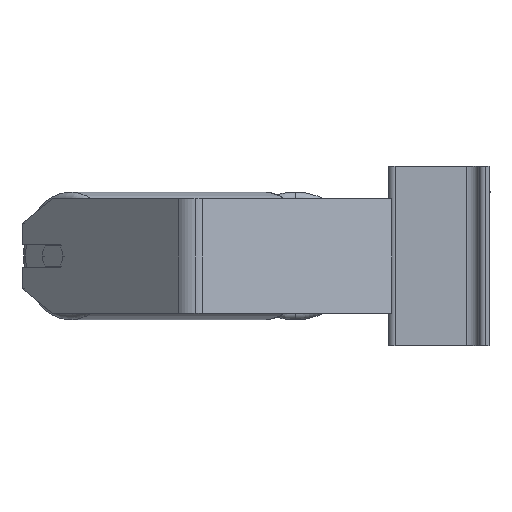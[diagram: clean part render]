
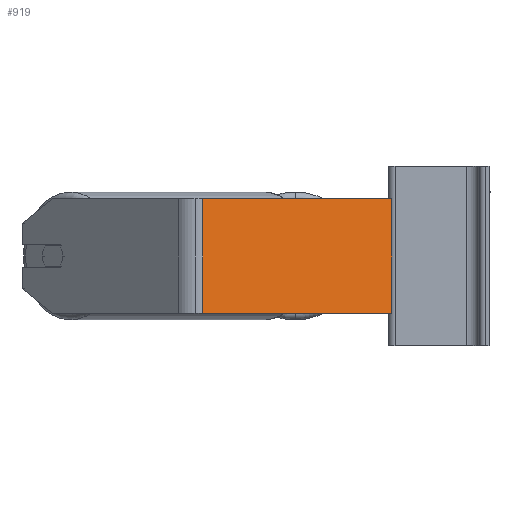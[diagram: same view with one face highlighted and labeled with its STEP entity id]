
A CAD part, left-side view. The second image highlights one B-rep face of the part: STEP entity #919.
In plain terms, the highlighted planar face has unit normal (-0.94, -0.342, 0).
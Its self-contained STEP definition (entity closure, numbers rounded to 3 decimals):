
#131 = ORIENTED_EDGE ( 'NONE', *, *, #3047, .T. ) ;
#287 = CARTESIAN_POINT ( 'NONE',  ( -385.278, 147.169, -40. ) ) ;
#919 = ADVANCED_FACE ( 'NONE', ( #10732 ), #3094, .F. ) ;
#1116 = ORIENTED_EDGE ( 'NONE', *, *, #8940, .F. ) ;
#1122 = EDGE_LOOP ( 'NONE', ( #3931, #5061, #1116, #131 ) ) ;
#1821 = CARTESIAN_POINT ( 'NONE',  ( -385.278, 147.169, 40. ) ) ;
#1843 = VECTOR ( 'NONE', #3673, 1000. ) ;
#1996 = CARTESIAN_POINT ( 'NONE',  ( -337.518, 15.948, 40. ) ) ;
#2616 = VERTEX_POINT ( 'NONE', #287 ) ;
#3047 = EDGE_CURVE ( 'NONE', #5425, #2616, #6893, .T. ) ;
#3094 = PLANE ( 'NONE',  #6746 ) ;
#3557 = LINE ( 'NONE', #7737, #9867 ) ;
#3619 = LINE ( 'NONE', #1996, #9173 ) ;
#3673 = DIRECTION ( 'NONE',  ( 0.342, -0.94, 0. ) ) ;
#3879 = DIRECTION ( 'NONE',  ( -0.342, 0.94, 0. ) ) ;
#3931 = ORIENTED_EDGE ( 'NONE', *, *, #6646, .T. ) ;
#4215 = VERTEX_POINT ( 'NONE', #5057 ) ;
#5057 = CARTESIAN_POINT ( 'NONE',  ( -337.518, 15.948, 40. ) ) ;
#5061 = ORIENTED_EDGE ( 'NONE', *, *, #10197, .F. ) ;
#5160 = DIRECTION ( 'NONE',  ( 0.342, -0.94, 0. ) ) ;
#5333 = CARTESIAN_POINT ( 'NONE',  ( -385.278, 147.169, 40. ) ) ;
#5425 = VERTEX_POINT ( 'NONE', #5333 ) ;
#5486 = VERTEX_POINT ( 'NONE', #8183 ) ;
#6171 = DIRECTION ( 'NONE',  ( 0., 0., -1. ) ) ;
#6500 = CARTESIAN_POINT ( 'NONE',  ( -388.764, 156.747, 40. ) ) ;
#6611 = DIRECTION ( 'NONE',  ( 0.94, 0.342, 0. ) ) ;
#6646 = EDGE_CURVE ( 'NONE', #2616, #5486, #3557, .T. ) ;
#6746 = AXIS2_PLACEMENT_3D ( 'NONE', #6500, #6611, #3879 ) ;
#6893 = LINE ( 'NONE', #1821, #9639 ) ;
#7737 = CARTESIAN_POINT ( 'NONE',  ( -388.764, 156.747, -40. ) ) ;
#7970 = LINE ( 'NONE', #8705, #1843 ) ;
#8183 = CARTESIAN_POINT ( 'NONE',  ( -337.518, 15.948, -40. ) ) ;
#8705 = CARTESIAN_POINT ( 'NONE',  ( -388.764, 156.747, 40. ) ) ;
#8940 = EDGE_CURVE ( 'NONE', #5425, #4215, #7970, .T. ) ;
#9173 = VECTOR ( 'NONE', #6171, 1000. ) ;
#9639 = VECTOR ( 'NONE', #10410, 1000. ) ;
#9867 = VECTOR ( 'NONE', #5160, 1000. ) ;
#10197 = EDGE_CURVE ( 'NONE', #4215, #5486, #3619, .T. ) ;
#10410 = DIRECTION ( 'NONE',  ( 0., 0., -1. ) ) ;
#10732 = FACE_OUTER_BOUND ( 'NONE', #1122, .T. ) ;
